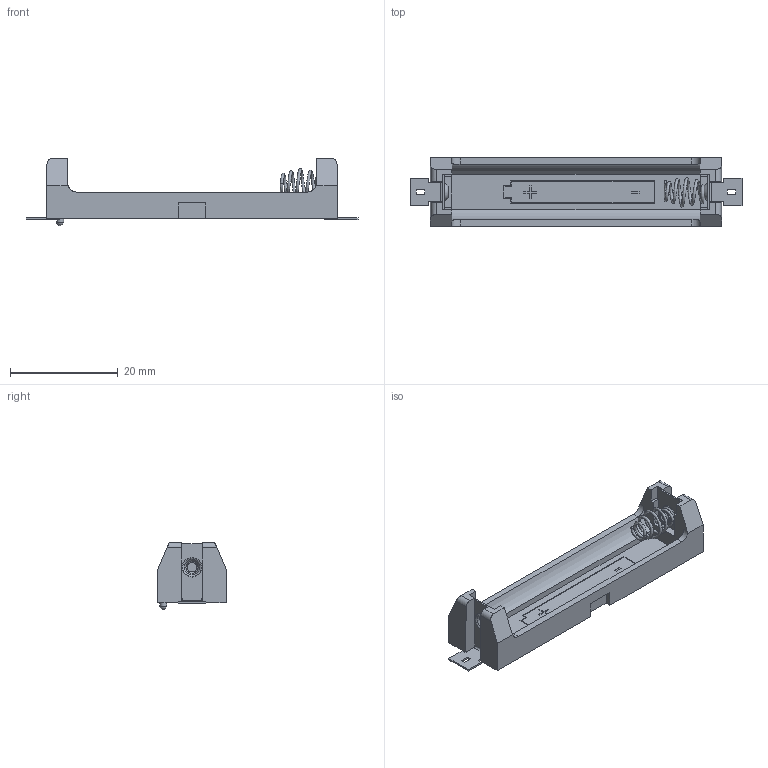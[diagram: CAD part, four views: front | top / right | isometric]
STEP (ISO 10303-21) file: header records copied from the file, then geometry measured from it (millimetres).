
FILE_DESCRIPTION(/* description */ (''),/* implementation_level */ '2;1');
FILE_NAME(/* name */ 'keystone-PN1076-3D.step',/* time_stamp */ '2022-08-18T17:46:02+02:00',/* author */ (''),/* organization */ (''),/* preprocessor_version */ 'ST-DEVELOPER v19',/* originating_system */ 'Autodesk Translation Framework v11.7.0.108',/* authorisation */ '');
FILE_SCHEMA (('AUTOMOTIVE_DESIGN { 1 0 10303 214 3 1 1 }'));
Length unit declared in the file: inch
Products named in the file (1): (Unsaved)
Bounding box: 61.49 x 12.7 x 12.45 mm (x, y, z)
Volume: 2043.6 mm3; surface area: 3244.9 mm2
Topology: 3 solids, 3 shells, 652 faces, 1745 edges, 1156 vertices
Faces by surface type: plane 474, bspline 137, cylinder 20, torus 16, cone 4, sphere 1
Full cylindrical faces by diameter (mm): 1.016 x1, 1.245 x1, 1.27 x2, 2.54 x2
Entity records: 29736 total; most frequent: CARTESIAN_POINT 13576, ORIENTED_EDGE 3488, DIRECTION 2578, EDGE_CURVE 1744, LINE 1380, VECTOR 1380, VERTEX_POINT 1156, EDGE_LOOP 722
